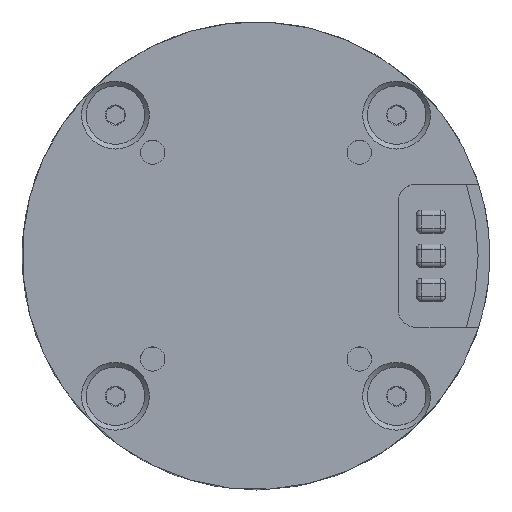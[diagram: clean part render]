
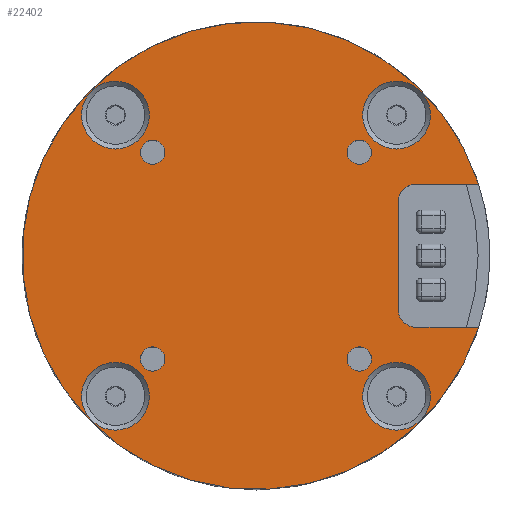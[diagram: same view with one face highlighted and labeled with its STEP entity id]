
A CAD part, top view. The second image highlights one B-rep face of the part: STEP entity #22402.
In plain terms, the highlighted planar face has unit normal (0, 0, 1).
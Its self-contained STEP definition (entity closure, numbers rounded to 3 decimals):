
#406=FACE_BOUND('',#3712,.T.);
#407=FACE_BOUND('',#3713,.T.);
#408=FACE_BOUND('',#3714,.T.);
#409=FACE_BOUND('',#3715,.T.);
#410=FACE_BOUND('',#3716,.T.);
#411=FACE_BOUND('',#3717,.T.);
#412=FACE_BOUND('',#3718,.T.);
#413=FACE_BOUND('',#3719,.T.);
#1039=PLANE('',#25046);
#2301=FACE_OUTER_BOUND('',#3711,.T.);
#3711=EDGE_LOOP('',(#19837,#19838,#19839,#19840,#19841,#19842));
#3712=EDGE_LOOP('',(#19843));
#3713=EDGE_LOOP('',(#19844));
#3714=EDGE_LOOP('',(#19845));
#3715=EDGE_LOOP('',(#19846));
#3716=EDGE_LOOP('',(#19847));
#3717=EDGE_LOOP('',(#19848));
#3718=EDGE_LOOP('',(#19849));
#3719=EDGE_LOOP('',(#19850));
#5060=CIRCLE('',#25045,2.9);
#5061=CIRCLE('',#25047,20.);
#5062=CIRCLE('',#25048,1.5);
#5063=CIRCLE('',#25049,1.5);
#5064=CIRCLE('',#25050,2.9);
#5065=CIRCLE('',#25051,2.9);
#5066=CIRCLE('',#25052,1.038);
#5067=CIRCLE('',#25053,1.038);
#5068=CIRCLE('',#25054,1.038);
#5069=CIRCLE('',#25055,1.038);
#5070=CIRCLE('',#25056,2.9);
#6876=LINE('',#39254,#8695);
#6877=LINE('',#39258,#8696);
#6878=LINE('',#39262,#8697);
#8695=VECTOR('',#31849,10.);
#8696=VECTOR('',#31852,10.);
#8697=VECTOR('',#31855,10.);
#10562=VERTEX_POINT('',#39248);
#10563=VERTEX_POINT('',#39252);
#10564=VERTEX_POINT('',#39253);
#10565=VERTEX_POINT('',#39255);
#10566=VERTEX_POINT('',#39257);
#10567=VERTEX_POINT('',#39259);
#10568=VERTEX_POINT('',#39261);
#10569=VERTEX_POINT('',#39264);
#10570=VERTEX_POINT('',#39266);
#10571=VERTEX_POINT('',#39268);
#10572=VERTEX_POINT('',#39270);
#10573=VERTEX_POINT('',#39272);
#10574=VERTEX_POINT('',#39274);
#10575=VERTEX_POINT('',#39276);
#13682=EDGE_CURVE('',#10562,#10562,#5060,.T.);
#13683=EDGE_CURVE('',#10563,#10564,#6876,.T.);
#13684=EDGE_CURVE('',#10564,#10565,#5061,.T.);
#13685=EDGE_CURVE('',#10565,#10566,#6877,.T.);
#13686=EDGE_CURVE('',#10566,#10567,#5062,.T.);
#13687=EDGE_CURVE('',#10567,#10568,#6878,.T.);
#13688=EDGE_CURVE('',#10568,#10563,#5063,.T.);
#13689=EDGE_CURVE('',#10569,#10569,#5064,.T.);
#13690=EDGE_CURVE('',#10570,#10570,#5065,.T.);
#13691=EDGE_CURVE('',#10571,#10571,#5066,.F.);
#13692=EDGE_CURVE('',#10572,#10572,#5067,.F.);
#13693=EDGE_CURVE('',#10573,#10573,#5068,.F.);
#13694=EDGE_CURVE('',#10574,#10574,#5069,.F.);
#13695=EDGE_CURVE('',#10575,#10575,#5070,.T.);
#19837=ORIENTED_EDGE('',*,*,#13683,.T.);
#19838=ORIENTED_EDGE('',*,*,#13684,.T.);
#19839=ORIENTED_EDGE('',*,*,#13685,.T.);
#19840=ORIENTED_EDGE('',*,*,#13686,.T.);
#19841=ORIENTED_EDGE('',*,*,#13687,.T.);
#19842=ORIENTED_EDGE('',*,*,#13688,.T.);
#19843=ORIENTED_EDGE('',*,*,#13689,.F.);
#19844=ORIENTED_EDGE('',*,*,#13690,.F.);
#19845=ORIENTED_EDGE('',*,*,#13691,.T.);
#19846=ORIENTED_EDGE('',*,*,#13692,.T.);
#19847=ORIENTED_EDGE('',*,*,#13693,.T.);
#19848=ORIENTED_EDGE('',*,*,#13694,.T.);
#19849=ORIENTED_EDGE('',*,*,#13695,.F.);
#19850=ORIENTED_EDGE('',*,*,#13682,.F.);
#22402=ADVANCED_FACE('',(#2301,#406,#407,#408,#409,#410,#411,#412,#413),
#1039,.T.);
#25045=AXIS2_PLACEMENT_3D('',#39250,#31845,#31846);
#25046=AXIS2_PLACEMENT_3D('',#39251,#31847,#31848);
#25047=AXIS2_PLACEMENT_3D('',#39256,#31850,#31851);
#25048=AXIS2_PLACEMENT_3D('',#39260,#31853,#31854);
#25049=AXIS2_PLACEMENT_3D('',#39263,#31856,#31857);
#25050=AXIS2_PLACEMENT_3D('',#39265,#31858,#31859);
#25051=AXIS2_PLACEMENT_3D('',#39267,#31860,#31861);
#25052=AXIS2_PLACEMENT_3D('',#39269,#31862,#31863);
#25053=AXIS2_PLACEMENT_3D('',#39271,#31864,#31865);
#25054=AXIS2_PLACEMENT_3D('',#39273,#31866,#31867);
#25055=AXIS2_PLACEMENT_3D('',#39275,#31868,#31869);
#25056=AXIS2_PLACEMENT_3D('',#39277,#31870,#31871);
#31845=DIRECTION('center_axis',(0.,0.,1.));
#31846=DIRECTION('ref_axis',(-1.,0.,0.));
#31847=DIRECTION('center_axis',(0.,0.,1.));
#31848=DIRECTION('ref_axis',(-1.,0.,0.));
#31849=DIRECTION('',(1.,0.,0.));
#31850=DIRECTION('center_axis',(0.,0.,1.));
#31851=DIRECTION('ref_axis',(-1.,0.,0.));
#31852=DIRECTION('',(-1.,0.,0.));
#31853=DIRECTION('center_axis',(0.,0.,-1.));
#31854=DIRECTION('ref_axis',(-1.,0.,0.));
#31855=DIRECTION('',(0.,1.,0.));
#31856=DIRECTION('center_axis',(0.,0.,-1.));
#31857=DIRECTION('ref_axis',(0.,1.,0.));
#31858=DIRECTION('center_axis',(0.,0.,1.));
#31859=DIRECTION('ref_axis',(-1.,0.,0.));
#31860=DIRECTION('center_axis',(0.,0.,1.));
#31861=DIRECTION('ref_axis',(-1.,0.,0.));
#31862=DIRECTION('center_axis',(0.,0.,1.));
#31863=DIRECTION('ref_axis',(-1.,0.,0.));
#31864=DIRECTION('center_axis',(0.,0.,1.));
#31865=DIRECTION('ref_axis',(-1.,0.,0.));
#31866=DIRECTION('center_axis',(0.,0.,1.));
#31867=DIRECTION('ref_axis',(-1.,0.,0.));
#31868=DIRECTION('center_axis',(0.,0.,1.));
#31869=DIRECTION('ref_axis',(-1.,0.,0.));
#31870=DIRECTION('center_axis',(0.,0.,1.));
#31871=DIRECTION('ref_axis',(-1.,0.,0.));
#39248=CARTESIAN_POINT('',(14.921,12.021,25.8));
#39250=CARTESIAN_POINT('Origin',(12.021,12.021,25.8));
#39251=CARTESIAN_POINT('Origin',(0.,0.,25.8));
#39252=CARTESIAN_POINT('',(13.669,6.118,25.8));
#39253=CARTESIAN_POINT('',(19.041,6.118,25.8));
#39254=CARTESIAN_POINT('',(8.994,6.118,25.8));
#39255=CARTESIAN_POINT('',(19.041,-6.118,25.8));
#39256=CARTESIAN_POINT('Origin',(0.,0.,25.8));
#39257=CARTESIAN_POINT('',(13.669,-6.118,25.8));
#39258=CARTESIAN_POINT('',(6.835,-6.118,25.8));
#39259=CARTESIAN_POINT('',(12.169,-4.618,25.8));
#39260=CARTESIAN_POINT('Origin',(13.669,-4.618,25.8));
#39261=CARTESIAN_POINT('',(12.169,4.618,25.8));
#39262=CARTESIAN_POINT('',(12.169,2.309,25.8));
#39263=CARTESIAN_POINT('Origin',(13.669,4.618,25.8));
#39264=CARTESIAN_POINT('',(14.921,-12.021,25.8));
#39265=CARTESIAN_POINT('Origin',(12.021,-12.021,25.8));
#39266=CARTESIAN_POINT('',(-9.121,12.021,25.8));
#39267=CARTESIAN_POINT('Origin',(-12.021,12.021,25.8));
#39268=CARTESIAN_POINT('',(9.877,-8.839,25.8));
#39269=CARTESIAN_POINT('Origin',(8.839,-8.839,25.8));
#39270=CARTESIAN_POINT('',(9.877,8.839,25.8));
#39271=CARTESIAN_POINT('Origin',(8.839,8.839,25.8));
#39272=CARTESIAN_POINT('',(-7.801,-8.839,25.8));
#39273=CARTESIAN_POINT('Origin',(-8.839,-8.839,25.8));
#39274=CARTESIAN_POINT('',(-7.801,8.839,25.8));
#39275=CARTESIAN_POINT('Origin',(-8.839,8.839,25.8));
#39276=CARTESIAN_POINT('',(-9.121,-12.021,25.8));
#39277=CARTESIAN_POINT('Origin',(-12.021,-12.021,25.8));
